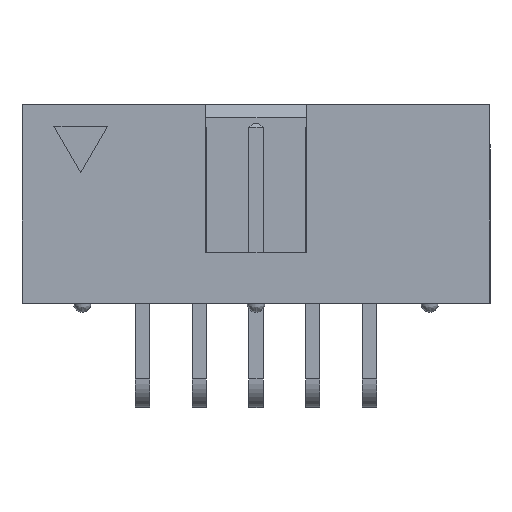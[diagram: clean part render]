
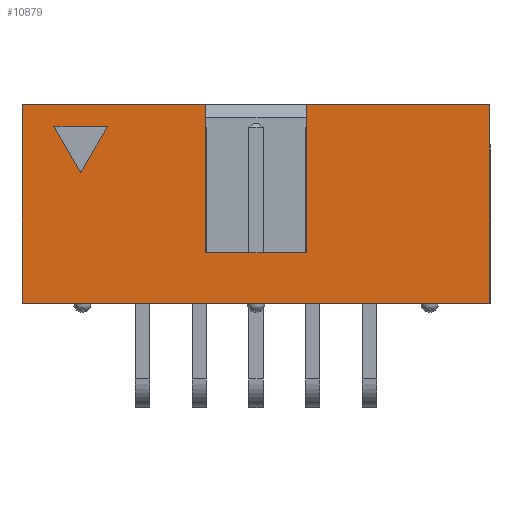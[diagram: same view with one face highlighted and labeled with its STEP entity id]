
A CAD part, front view. The second image highlights one B-rep face of the part: STEP entity #10879.
In plain terms, the highlighted planar face has unit normal (0, -1, 0).
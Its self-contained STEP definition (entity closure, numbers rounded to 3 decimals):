
#38 = CARTESIAN_POINT ( 'NONE',  ( 5.39, -2.93, 5.646 ) ) ;
#165 = ORIENTED_EDGE ( 'NONE', *, *, #2936, .T. ) ;
#183 = DIRECTION ( 'NONE',  ( -1., 0., 0. ) ) ;
#187 = AXIS2_PLACEMENT_3D ( 'NONE', #9603, #4084, #10550 ) ;
#407 = EDGE_LOOP ( 'NONE', ( #1606, #8088, #3437 ) ) ;
#557 = LINE ( 'NONE', #3229, #5170 ) ;
#594 = CARTESIAN_POINT ( 'NONE',  ( -7.33, -2.93, 6.63 ) ) ;
#649 = CARTESIAN_POINT ( 'NONE',  ( -14.122, -2.93, 5.646 ) ) ;
#651 = DIRECTION ( 'NONE',  ( 0., 0., -1. ) ) ;
#711 = LINE ( 'NONE', #11009, #5025 ) ;
#800 = LINE ( 'NONE', #3956, #3222 ) ;
#885 = EDGE_CURVE ( 'NONE', #1179, #8484, #5560, .T. ) ;
#1028 = FACE_OUTER_BOUND ( 'NONE', #8149, .T. ) ;
#1084 = CARTESIAN_POINT ( 'NONE',  ( -12.922, -2.93, 3.567 ) ) ;
#1179 = VERTEX_POINT ( 'NONE', #8120 ) ;
#1483 = EDGE_CURVE ( 'NONE', #8833, #7274, #557, .T. ) ;
#1606 = ORIENTED_EDGE ( 'NONE', *, *, #3155, .T. ) ;
#1877 = DIRECTION ( 'NONE',  ( 1., 0., 0. ) ) ;
#1907 = VERTEX_POINT ( 'NONE', #10226 ) ;
#2531 = ORIENTED_EDGE ( 'NONE', *, *, #5276, .T. ) ;
#2735 = VECTOR ( 'NONE', #11106, 1000. ) ;
#2827 = EDGE_CURVE ( 'NONE', #9841, #11485, #800, .T. ) ;
#2936 = EDGE_CURVE ( 'NONE', #6514, #3004, #5861, .T. ) ;
#3004 = VERTEX_POINT ( 'NONE', #594 ) ;
#3155 = EDGE_CURVE ( 'NONE', #11534, #1179, #5693, .T. ) ;
#3222 = VECTOR ( 'NONE', #7681, 1000. ) ;
#3229 = CARTESIAN_POINT ( 'NONE',  ( -5.08, -2.93, 6.63 ) ) ;
#3371 = CARTESIAN_POINT ( 'NONE',  ( 5.39, -2.93, -2.27 ) ) ;
#3437 = ORIENTED_EDGE ( 'NONE', *, *, #11132, .T. ) ;
#3569 = EDGE_CURVE ( 'NONE', #9841, #6617, #3618, .T. ) ;
#3618 = LINE ( 'NONE', #11693, #8529 ) ;
#3642 = CARTESIAN_POINT ( 'NONE',  ( 5.39, -2.93, 6.63 ) ) ;
#3762 = LINE ( 'NONE', #5722, #8663 ) ;
#3764 = ORIENTED_EDGE ( 'NONE', *, *, #3569, .F. ) ;
#3956 = CARTESIAN_POINT ( 'NONE',  ( -5.08, -2.93, -2.27 ) ) ;
#4025 = DIRECTION ( 'NONE',  ( -0.5, 0., -0.866 ) ) ;
#4084 = DIRECTION ( 'NONE',  ( 0., -1., 0. ) ) ;
#4137 = VECTOR ( 'NONE', #8109, 1000. ) ;
#4151 = DIRECTION ( 'NONE',  ( 1., 0., 0. ) ) ;
#4526 = VECTOR ( 'NONE', #651, 1000. ) ;
#4756 = EDGE_CURVE ( 'NONE', #6617, #3004, #5219, .T. ) ;
#4865 = CARTESIAN_POINT ( 'NONE',  ( -15.55, -2.93, 6.63 ) ) ;
#5025 = VECTOR ( 'NONE', #5518, 1000. ) ;
#5170 = VECTOR ( 'NONE', #4151, 1000. ) ;
#5219 = LINE ( 'NONE', #10169, #2735 ) ;
#5276 = EDGE_CURVE ( 'NONE', #1907, #6514, #3762, .T. ) ;
#5324 = CARTESIAN_POINT ( 'NONE',  ( 5.39, -2.93, -2.27 ) ) ;
#5518 = DIRECTION ( 'NONE',  ( -0.5, 0., 0.866 ) ) ;
#5560 = LINE ( 'NONE', #7665, #8010 ) ;
#5636 = FACE_BOUND ( 'NONE', #407, .T. ) ;
#5655 = CARTESIAN_POINT ( 'NONE',  ( -7.33, -2.93, 0. ) ) ;
#5693 = LINE ( 'NONE', #38, #7841 ) ;
#5722 = CARTESIAN_POINT ( 'NONE',  ( 5.39, -2.93, 0. ) ) ;
#5861 = LINE ( 'NONE', #10580, #8011 ) ;
#6002 = DIRECTION ( 'NONE',  ( 0., 0., 1. ) ) ;
#6193 = DIRECTION ( 'NONE',  ( 0., 0., 1. ) ) ;
#6332 = ORIENTED_EDGE ( 'NONE', *, *, #2827, .T. ) ;
#6514 = VERTEX_POINT ( 'NONE', #5655 ) ;
#6612 = LINE ( 'NONE', #5324, #4137 ) ;
#6617 = VERTEX_POINT ( 'NONE', #4865 ) ;
#6985 = LINE ( 'NONE', #7110, #4526 ) ;
#7110 = CARTESIAN_POINT ( 'NONE',  ( -2.83, -2.93, -2.27 ) ) ;
#7234 = CARTESIAN_POINT ( 'NONE',  ( -2.83, -2.93, 6.63 ) ) ;
#7274 = VERTEX_POINT ( 'NONE', #3642 ) ;
#7283 = ORIENTED_EDGE ( 'NONE', *, *, #4756, .F. ) ;
#7665 = CARTESIAN_POINT ( 'NONE',  ( -11.722, -2.93, 5.646 ) ) ;
#7681 = DIRECTION ( 'NONE',  ( 1., 0., 0. ) ) ;
#7841 = VECTOR ( 'NONE', #1877, 1000. ) ;
#7929 = CARTESIAN_POINT ( 'NONE',  ( -15.55, -2.93, -2.27 ) ) ;
#8010 = VECTOR ( 'NONE', #4025, 1000. ) ;
#8011 = VECTOR ( 'NONE', #6002, 1000. ) ;
#8088 = ORIENTED_EDGE ( 'NONE', *, *, #885, .T. ) ;
#8109 = DIRECTION ( 'NONE',  ( 0., 0., -1. ) ) ;
#8120 = CARTESIAN_POINT ( 'NONE',  ( -11.722, -2.93, 5.646 ) ) ;
#8149 = EDGE_LOOP ( 'NONE', ( #10559, #2531, #165, #7283, #3764, #6332, #10923, #11373 ) ) ;
#8223 = EDGE_CURVE ( 'NONE', #8833, #1907, #6985, .T. ) ;
#8484 = VERTEX_POINT ( 'NONE', #1084 ) ;
#8529 = VECTOR ( 'NONE', #6193, 1000. ) ;
#8663 = VECTOR ( 'NONE', #183, 1000. ) ;
#8833 = VERTEX_POINT ( 'NONE', #7234 ) ;
#9366 = EDGE_CURVE ( 'NONE', #7274, #11485, #6612, .T. ) ;
#9603 = CARTESIAN_POINT ( 'NONE',  ( 5.39, -2.93, -2.27 ) ) ;
#9841 = VERTEX_POINT ( 'NONE', #7929 ) ;
#10169 = CARTESIAN_POINT ( 'NONE',  ( -5.08, -2.93, 6.63 ) ) ;
#10226 = CARTESIAN_POINT ( 'NONE',  ( -2.83, -2.93, 0. ) ) ;
#10550 = DIRECTION ( 'NONE',  ( 0., 0., -1. ) ) ;
#10559 = ORIENTED_EDGE ( 'NONE', *, *, #8223, .T. ) ;
#10580 = CARTESIAN_POINT ( 'NONE',  ( -7.33, -2.93, -2.27 ) ) ;
#10879 = ADVANCED_FACE ( 'NONE', ( #5636, #1028 ), #11421, .T. ) ;
#10923 = ORIENTED_EDGE ( 'NONE', *, *, #9366, .F. ) ;
#11009 = CARTESIAN_POINT ( 'NONE',  ( -12.922, -2.93, 3.567 ) ) ;
#11106 = DIRECTION ( 'NONE',  ( 1., 0., 0. ) ) ;
#11132 = EDGE_CURVE ( 'NONE', #8484, #11534, #711, .T. ) ;
#11373 = ORIENTED_EDGE ( 'NONE', *, *, #1483, .F. ) ;
#11421 = PLANE ( 'NONE',  #187 ) ;
#11485 = VERTEX_POINT ( 'NONE', #3371 ) ;
#11534 = VERTEX_POINT ( 'NONE', #649 ) ;
#11693 = CARTESIAN_POINT ( 'NONE',  ( -15.55, -2.93, -2.27 ) ) ;
